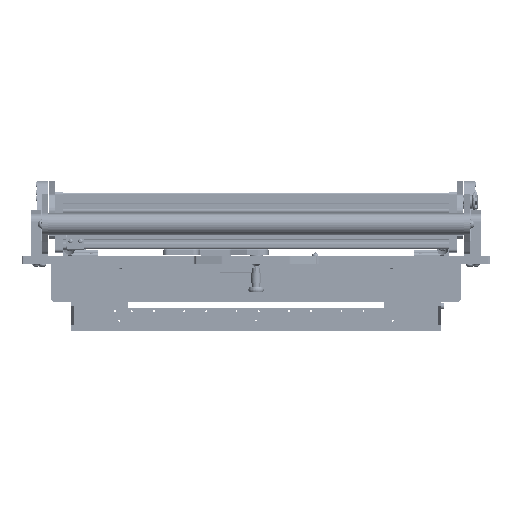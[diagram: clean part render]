
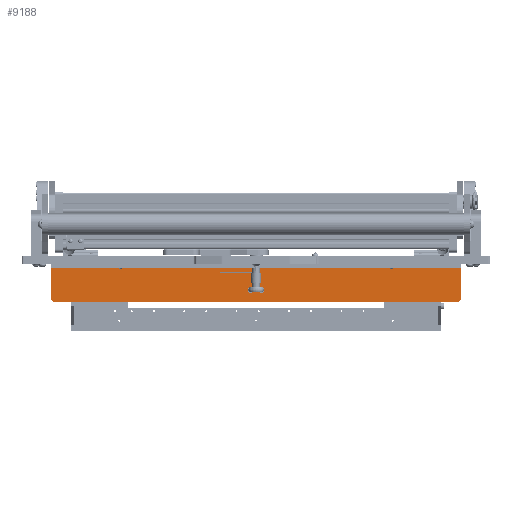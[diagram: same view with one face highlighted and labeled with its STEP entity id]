
A CAD part, top view. The second image highlights one B-rep face of the part: STEP entity #9188.
In plain terms, the highlighted face is planar.
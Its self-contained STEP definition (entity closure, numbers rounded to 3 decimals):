
#205 = ORIENTED_EDGE ( 'NONE', *, *, #69474, .T. ) ;
#3529 = ORIENTED_EDGE ( 'NONE', *, *, #61849, .T. ) ;
#3612 = FACE_BOUND ( 'NONE', #56237, .T. ) ;
#4919 = EDGE_CURVE ( 'NONE', #10988, #38045, #55954, .T. ) ;
#9188 = ADVANCED_FACE ( 'NONE', ( #19686, #3612, #90337 ), #25805, .F. ) ;
#9324 = DIRECTION ( 'NONE',  ( 1., 0., 0. ) ) ;
#10988 = VERTEX_POINT ( 'NONE', #91678 ) ;
#11787 = CARTESIAN_POINT ( 'NONE',  ( -6., -50., -267. ) ) ;
#12175 = CARTESIAN_POINT ( 'NONE',  ( -6., -6., 270. ) ) ;
#12319 = VECTOR ( 'NONE', #38141, 1000. ) ;
#13070 = EDGE_CURVE ( 'NONE', #79798, #96861, #54086, .T. ) ;
#15664 = VECTOR ( 'NONE', #18674, 1000. ) ;
#16786 = ORIENTED_EDGE ( 'NONE', *, *, #4919, .F. ) ;
#18071 = VERTEX_POINT ( 'NONE', #87526 ) ;
#18153 = EDGE_CURVE ( 'NONE', #76704, #102063, #28707, .T. ) ;
#18674 = DIRECTION ( 'NONE',  ( 0., 0., -1. ) ) ;
#19426 = LINE ( 'NONE', #34977, #15664 ) ;
#19686 = FACE_BOUND ( 'NONE', #46160, .T. ) ;
#19915 = CARTESIAN_POINT ( 'NONE',  ( -6., -34., 7. ) ) ;
#20407 = ORIENTED_EDGE ( 'NONE', *, *, #50941, .T. ) ;
#20493 = DIRECTION ( 'NONE',  ( 0., -1., 0. ) ) ;
#21233 = EDGE_CURVE ( 'NONE', #18071, #73664, #76086, .T. ) ;
#21722 = CIRCLE ( 'NONE', #59015, 1.7 ) ;
#22762 = ORIENTED_EDGE ( 'NONE', *, *, #21233, .T. ) ;
#25557 = DIRECTION ( 'NONE',  ( 0., 0., -1. ) ) ;
#25805 = PLANE ( 'NONE',  #32443 ) ;
#26588 = CARTESIAN_POINT ( 'NONE',  ( -6., -47., -270. ) ) ;
#28707 = LINE ( 'NONE', #78790, #48409 ) ;
#28896 = VECTOR ( 'NONE', #25557, 1000. ) ;
#29260 = ORIENTED_EDGE ( 'NONE', *, *, #76332, .T. ) ;
#30655 = DIRECTION ( 'NONE',  ( 1., 0., 0. ) ) ;
#32443 = AXIS2_PLACEMENT_3D ( 'NONE', #57971, #97104, #33809 ) ;
#33809 = DIRECTION ( 'NONE',  ( 0., 1., 0. ) ) ;
#34935 = VECTOR ( 'NONE', #20493, 1000. ) ;
#34977 = CARTESIAN_POINT ( 'NONE',  ( -6., -50., 270. ) ) ;
#35752 = EDGE_LOOP ( 'NONE', ( #63441, #70167, #16786, #20407, #56523, #205 ) ) ;
#38045 = VERTEX_POINT ( 'NONE', #94820 ) ;
#38141 = DIRECTION ( 'NONE',  ( 0., 0.707, 0.707 ) ) ;
#41263 = CARTESIAN_POINT ( 'NONE',  ( -6., -34., -8.7 ) ) ;
#46160 = EDGE_LOOP ( 'NONE', ( #22762, #3529 ) ) ;
#46814 = CARTESIAN_POINT ( 'NONE',  ( -6., -50., 267. ) ) ;
#47875 = CARTESIAN_POINT ( 'NONE',  ( -6., -34., -7. ) ) ;
#48409 = VECTOR ( 'NONE', #63253, 1000. ) ;
#48943 = CARTESIAN_POINT ( 'NONE',  ( -6., -50., -267. ) ) ;
#49632 = CARTESIAN_POINT ( 'NONE',  ( -6., -34., 7. ) ) ;
#50941 = EDGE_CURVE ( 'NONE', #10988, #76704, #84570, .T. ) ;
#51372 = DIRECTION ( 'NONE',  ( 1., 0., 0. ) ) ;
#51639 = VECTOR ( 'NONE', #65173, 1000. ) ;
#53681 = AXIS2_PLACEMENT_3D ( 'NONE', #49632, #90145, #73440 ) ;
#54086 = CIRCLE ( 'NONE', #94420, 1.7 ) ;
#54136 = DIRECTION ( 'NONE',  ( 0., 1., 0. ) ) ;
#55954 = LINE ( 'NONE', #12175, #34935 ) ;
#56237 = EDGE_LOOP ( 'NONE', ( #100461, #29260 ) ) ;
#56523 = ORIENTED_EDGE ( 'NONE', *, *, #18153, .T. ) ;
#57075 = CARTESIAN_POINT ( 'NONE',  ( -6., -34., -7. ) ) ;
#57184 = CARTESIAN_POINT ( 'NONE',  ( -6., -34., 8.7 ) ) ;
#57805 = EDGE_CURVE ( 'NONE', #79637, #88691, #19426, .T. ) ;
#57971 = CARTESIAN_POINT ( 'NONE',  ( -6., -6., 270. ) ) ;
#59015 = AXIS2_PLACEMENT_3D ( 'NONE', #47875, #30655, #54136 ) ;
#61849 = EDGE_CURVE ( 'NONE', #73664, #18071, #91391, .T. ) ;
#63253 = DIRECTION ( 'NONE',  ( 0., -1., 0. ) ) ;
#63441 = ORIENTED_EDGE ( 'NONE', *, *, #57805, .F. ) ;
#65173 = DIRECTION ( 'NONE',  ( 0., -0.707, 0.707 ) ) ;
#69474 = EDGE_CURVE ( 'NONE', #102063, #88691, #86376, .T. ) ;
#70167 = ORIENTED_EDGE ( 'NONE', *, *, #92373, .T. ) ;
#72009 = CARTESIAN_POINT ( 'NONE',  ( -6., -34., -5.3 ) ) ;
#72891 = CARTESIAN_POINT ( 'NONE',  ( -6., -6., 270. ) ) ;
#73440 = DIRECTION ( 'NONE',  ( 0., 1., 0. ) ) ;
#73664 = VERTEX_POINT ( 'NONE', #57184 ) ;
#75470 = CARTESIAN_POINT ( 'NONE',  ( -6., -6., -270. ) ) ;
#76086 = CIRCLE ( 'NONE', #94353, 1.7 ) ;
#76332 = EDGE_CURVE ( 'NONE', #96861, #79798, #21722, .T. ) ;
#76704 = VERTEX_POINT ( 'NONE', #75470 ) ;
#78790 = CARTESIAN_POINT ( 'NONE',  ( -6., -6., -270. ) ) ;
#79637 = VERTEX_POINT ( 'NONE', #46814 ) ;
#79798 = VERTEX_POINT ( 'NONE', #41263 ) ;
#81725 = LINE ( 'NONE', #94173, #12319 ) ;
#84570 = LINE ( 'NONE', #72891, #28896 ) ;
#86376 = LINE ( 'NONE', #48943, #51639 ) ;
#87526 = CARTESIAN_POINT ( 'NONE',  ( -6., -34., 5.3 ) ) ;
#88691 = VERTEX_POINT ( 'NONE', #11787 ) ;
#90145 = DIRECTION ( 'NONE',  ( 1., 0., 0. ) ) ;
#90337 = FACE_OUTER_BOUND ( 'NONE', #35752, .T. ) ;
#91391 = CIRCLE ( 'NONE', #53681, 1.7 ) ;
#91678 = CARTESIAN_POINT ( 'NONE',  ( -6., -6., 270. ) ) ;
#92373 = EDGE_CURVE ( 'NONE', #79637, #38045, #81725, .T. ) ;
#94173 = CARTESIAN_POINT ( 'NONE',  ( -6., -47., 270. ) ) ;
#94353 = AXIS2_PLACEMENT_3D ( 'NONE', #19915, #51372, #98168 ) ;
#94420 = AXIS2_PLACEMENT_3D ( 'NONE', #57075, #9324, #96863 ) ;
#94820 = CARTESIAN_POINT ( 'NONE',  ( -6., -47., 270. ) ) ;
#96861 = VERTEX_POINT ( 'NONE', #72009 ) ;
#96863 = DIRECTION ( 'NONE',  ( 0., 1., 0. ) ) ;
#97104 = DIRECTION ( 'NONE',  ( 1., 0., 0. ) ) ;
#98168 = DIRECTION ( 'NONE',  ( 0., 1., 0. ) ) ;
#100461 = ORIENTED_EDGE ( 'NONE', *, *, #13070, .T. ) ;
#102063 = VERTEX_POINT ( 'NONE', #26588 ) ;
